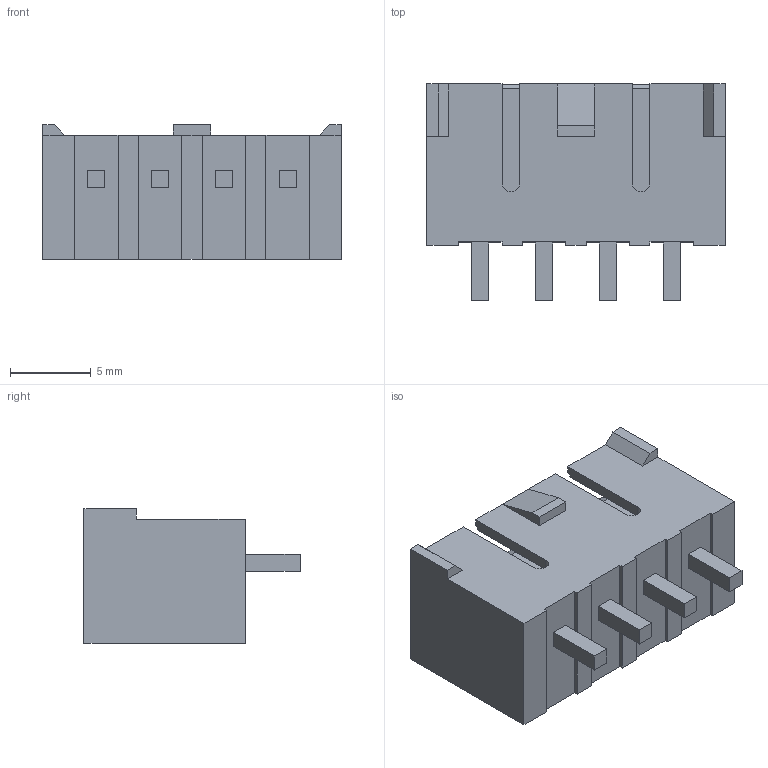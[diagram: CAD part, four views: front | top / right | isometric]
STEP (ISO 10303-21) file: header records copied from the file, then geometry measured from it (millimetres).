
FILE_DESCRIPTION((''),'2;1');
FILE_NAME('353130460','2014-10-31T',('me'),(''),'PRO/ENGINEER BY PARAMETRIC TECHNOLOGY CORPORATION, 2011490','PRO/ENGINEER BY PARAMETRIC TECHNOLOGY CORPORATION, 2011490','');
FILE_SCHEMA(('CONFIG_CONTROL_DESIGN'));
Length unit declared in the file: millimetre
Products named in the file (1): 353130460
Bounding box: 18.5 x 13.4 x 8.35 mm (x, y, z)
Volume: 649.9 mm3; surface area: 1335 mm2
Topology: 1 solids, 1 shells, 125 faces, 331 edges, 216 vertices
Faces by surface type: plane 123, cylinder 2
Entity records: 3812 total; most frequent: CARTESIAN_POINT 665, ORIENTED_EDGE 646, DIRECTION 595, EDGE_CURVE 323, VECTOR 319, LINE 319, VERTEX_POINT 208, AXIS2_PLACEMENT_3D 138
